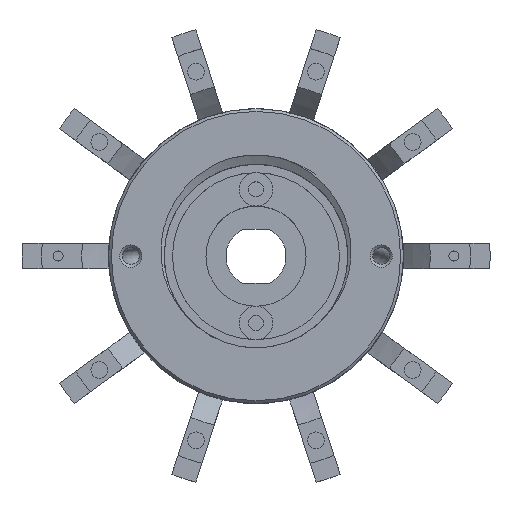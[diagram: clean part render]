
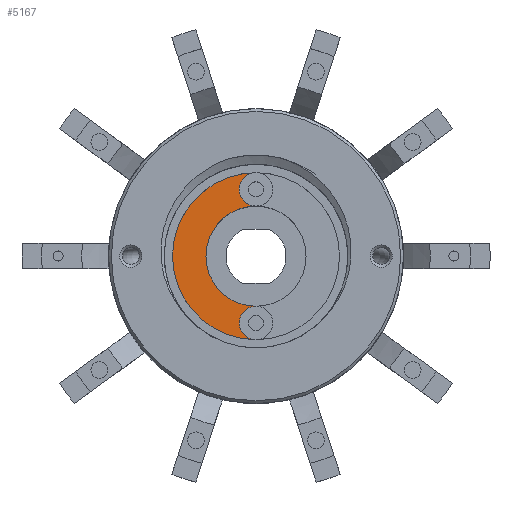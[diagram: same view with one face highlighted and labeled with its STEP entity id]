
A CAD part, top view. The second image highlights one B-rep face of the part: STEP entity #5167.
In plain terms, the highlighted planar face has unit normal (0, 0, 1).
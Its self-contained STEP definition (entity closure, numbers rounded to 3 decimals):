
#201=PLANE('',#5557);
#524=FACE_OUTER_BOUND('',#821,.T.);
#821=EDGE_LOOP('',(#3624,#3625,#3626,#3627));
#1089=CIRCLE('',#5441,3.);
#1091=CIRCLE('',#5444,3.);
#1158=CIRCLE('',#5554,15.);
#1161=CIRCLE('',#5558,9.);
#1979=VERTEX_POINT('',#7526);
#2008=VERTEX_POINT('',#8900);
#2012=VERTEX_POINT('',#8908);
#2013=VERTEX_POINT('',#8913);
#2570=EDGE_CURVE('',#2012,#2008,#1089,.T.);
#2572=EDGE_CURVE('',#1979,#2013,#1091,.T.);
#2705=EDGE_CURVE('',#2008,#1979,#1158,.T.);
#2708=EDGE_CURVE('',#2013,#2012,#1161,.T.);
#3624=ORIENTED_EDGE('',*,*,#2705,.F.);
#3625=ORIENTED_EDGE('',*,*,#2570,.F.);
#3626=ORIENTED_EDGE('',*,*,#2708,.F.);
#3627=ORIENTED_EDGE('',*,*,#2572,.F.);
#5167=ADVANCED_FACE('',(#524),#201,.T.);
#5441=AXIS2_PLACEMENT_3D('',#8910,#6075,#6076);
#5444=AXIS2_PLACEMENT_3D('',#8914,#6081,#6082);
#5554=AXIS2_PLACEMENT_3D('',#10624,#6339,#6340);
#5557=AXIS2_PLACEMENT_3D('',#10627,#6345,#6346);
#5558=AXIS2_PLACEMENT_3D('',#10628,#6347,#6348);
#6075=DIRECTION('center_axis',(0.,0.,1.));
#6076=DIRECTION('ref_axis',(-1.,0.,0.));
#6081=DIRECTION('center_axis',(0.,0.,1.));
#6082=DIRECTION('ref_axis',(-1.,0.,0.));
#6339=DIRECTION('center_axis',(0.,0.,-1.));
#6340=DIRECTION('ref_axis',(-1.,0.,0.));
#6345=DIRECTION('center_axis',(0.,0.,1.));
#6346=DIRECTION('ref_axis',(-1.,0.,0.));
#6347=DIRECTION('center_axis',(0.,0.,1.));
#6348=DIRECTION('ref_axis',(0.,1.,0.));
#7526=CARTESIAN_POINT('',(-0.001,15.,23.));
#8900=CARTESIAN_POINT('',(0.001,-15.,23.));
#8908=CARTESIAN_POINT('',(0.,-9.,23.));
#8910=CARTESIAN_POINT('Origin',(0.,-12.,
23.));
#8913=CARTESIAN_POINT('',(0.,9.,23.));
#8914=CARTESIAN_POINT('Origin',(0.,12.,
23.));
#10624=CARTESIAN_POINT('Origin',(0.,0.,23.));
#10627=CARTESIAN_POINT('Origin',(-7.5,0.,
23.));
#10628=CARTESIAN_POINT('Origin',(0.,0.,23.));
